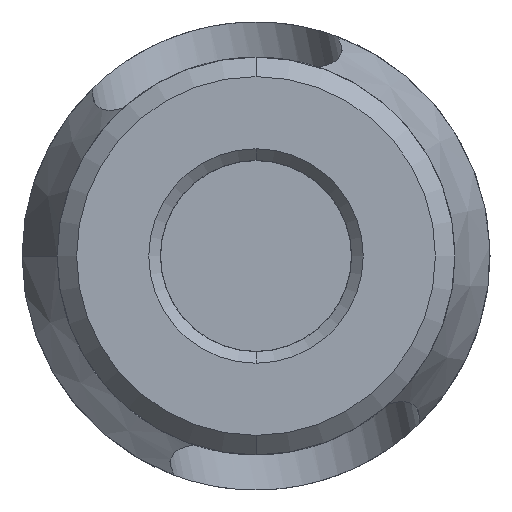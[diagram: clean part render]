
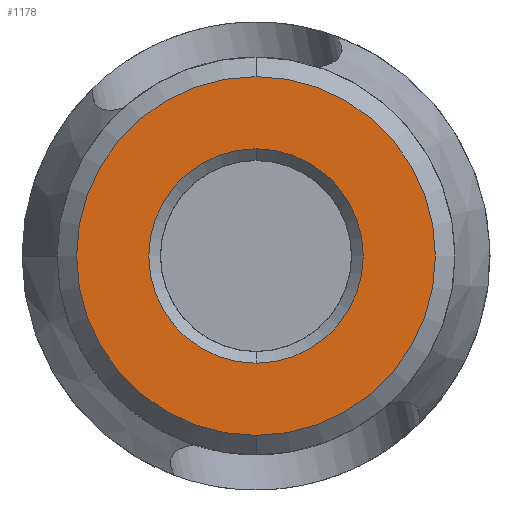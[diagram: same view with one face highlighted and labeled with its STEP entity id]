
A CAD part, front view. The second image highlights one B-rep face of the part: STEP entity #1178.
In plain terms, the highlighted planar face has unit normal (0, -1, 0).
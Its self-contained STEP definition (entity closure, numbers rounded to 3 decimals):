
#20 = CARTESIAN_POINT ( 'NONE',  ( 0., -35., 2.75 ) ) ;
#177 = EDGE_CURVE ( 'NONE', #2463, #2034, #3773, .T. ) ;
#313 = EDGE_LOOP ( 'NONE', ( #2699, #4387 ) ) ;
#494 = CARTESIAN_POINT ( 'NONE',  ( 0., -35., 0. ) ) ;
#547 = AXIS2_PLACEMENT_3D ( 'NONE', #3969, #2092, #1195 ) ;
#705 = VERTEX_POINT ( 'NONE', #4613 ) ;
#827 = CARTESIAN_POINT ( 'NONE',  ( 0., -35., 0. ) ) ;
#946 = DIRECTION ( 'NONE',  ( 0., 0., 1. ) ) ;
#1055 = EDGE_LOOP ( 'NONE', ( #1473, #1651 ) ) ;
#1101 = DIRECTION ( 'NONE',  ( 0., 1., 0. ) ) ;
#1178 = ADVANCED_FACE ( 'NONE', ( #3526, #1224 ), #1272, .F. ) ;
#1195 = DIRECTION ( 'NONE',  ( 0., 0., 1. ) ) ;
#1224 = FACE_OUTER_BOUND ( 'NONE', #313, .T. ) ;
#1246 = DIRECTION ( 'NONE',  ( 0., 1., 0. ) ) ;
#1272 = PLANE ( 'NONE',  #547 ) ;
#1289 = DIRECTION ( 'NONE',  ( 0., 0., 1. ) ) ;
#1473 = ORIENTED_EDGE ( 'NONE', *, *, #177, .T. ) ;
#1617 = CIRCLE ( 'NONE', #3497, 4.6 ) ;
#1651 = ORIENTED_EDGE ( 'NONE', *, *, #3829, .T. ) ;
#1976 = DIRECTION ( 'NONE',  ( 0., 0., -1. ) ) ;
#2034 = VERTEX_POINT ( 'NONE', #20 ) ;
#2056 = EDGE_CURVE ( 'NONE', #2966, #705, #5752, .T. ) ;
#2092 = DIRECTION ( 'NONE',  ( 0., 1., 0. ) ) ;
#2463 = VERTEX_POINT ( 'NONE', #4389 ) ;
#2476 = CARTESIAN_POINT ( 'NONE',  ( 0., -35., 0. ) ) ;
#2699 = ORIENTED_EDGE ( 'NONE', *, *, #4867, .F. ) ;
#2966 = VERTEX_POINT ( 'NONE', #5274 ) ;
#3261 = AXIS2_PLACEMENT_3D ( 'NONE', #4024, #1246, #4488 ) ;
#3497 = AXIS2_PLACEMENT_3D ( 'NONE', #827, #4065, #1289 ) ;
#3526 = FACE_BOUND ( 'NONE', #1055, .T. ) ;
#3723 = DIRECTION ( 'NONE',  ( 0., 1., 0. ) ) ;
#3773 = CIRCLE ( 'NONE', #4714, 2.75 ) ;
#3829 = EDGE_CURVE ( 'NONE', #2034, #2463, #5319, .T. ) ;
#3969 = CARTESIAN_POINT ( 'NONE',  ( -4.99, -35., -1.053 ) ) ;
#4024 = CARTESIAN_POINT ( 'NONE',  ( 0., -35., 0. ) ) ;
#4065 = DIRECTION ( 'NONE',  ( 0., 1., 0. ) ) ;
#4387 = ORIENTED_EDGE ( 'NONE', *, *, #2056, .F. ) ;
#4389 = CARTESIAN_POINT ( 'NONE',  ( 0., -35., -2.75 ) ) ;
#4488 = DIRECTION ( 'NONE',  ( 0., 0., -1. ) ) ;
#4613 = CARTESIAN_POINT ( 'NONE',  ( 0., -35., 4.6 ) ) ;
#4706 = AXIS2_PLACEMENT_3D ( 'NONE', #494, #3723, #946 ) ;
#4714 = AXIS2_PLACEMENT_3D ( 'NONE', #2476, #1101, #1976 ) ;
#4867 = EDGE_CURVE ( 'NONE', #705, #2966, #1617, .T. ) ;
#5274 = CARTESIAN_POINT ( 'NONE',  ( 0., -35., -4.6 ) ) ;
#5319 = CIRCLE ( 'NONE', #3261, 2.75 ) ;
#5752 = CIRCLE ( 'NONE', #4706, 4.6 ) ;
